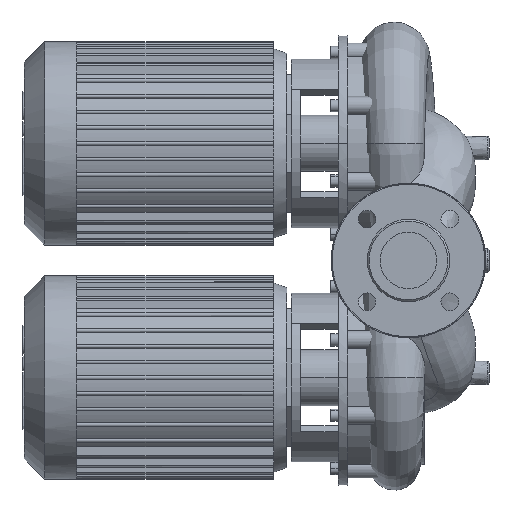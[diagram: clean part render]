
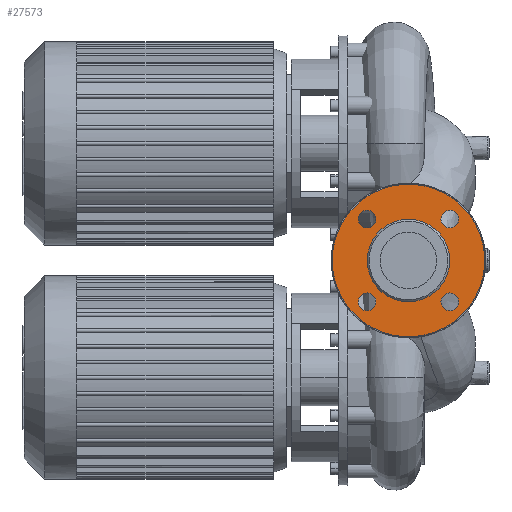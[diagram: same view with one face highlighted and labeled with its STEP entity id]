
A CAD part, left-side view. The second image highlights one B-rep face of the part: STEP entity #27573.
In plain terms, the highlighted free-form (B-spline) face has degree [1, 1] with [2, 2] control points.
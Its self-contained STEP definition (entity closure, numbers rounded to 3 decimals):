
#26952=CARTESIAN_POINT('',(2.,0.,-81.5));
#26953=VERTEX_POINT('',#26952);
#26969=CARTESIAN_POINT('',(2.,0.,81.5));
#26970=VERTEX_POINT('',#26969);
#26978=CARTESIAN_POINT('',(2.,-81.5,0.0));
#26979=VERTEX_POINT('',#26978);
#26980=CARTESIAN_POINT('',(2.,0.,0.0));
#26981=DIRECTION('',(-1.0,0.0,0.0));
#26982=DIRECTION('',(0.0,-1.0,0.0));
#26983=AXIS2_PLACEMENT_3D('',#26980,#26981,#26982);
#26984=CIRCLE('',#26983,81.5);
#26985=EDGE_CURVE('',#26979,#26970,#26984,.T.);
#26987=CARTESIAN_POINT('',(2.,0.,0.0));
#26988=DIRECTION('',(-1.0,0.0,0.0));
#26989=DIRECTION('',(0.0,-1.0,0.0));
#26990=AXIS2_PLACEMENT_3D('',#26987,#26988,#26989);
#26991=CIRCLE('',#26990,81.5);
#26992=EDGE_CURVE('',#26953,#26979,#26991,.T.);
#27023=CARTESIAN_POINT('',(2.,-44.,0.0));
#27024=VERTEX_POINT('',#27023);
#27033=CARTESIAN_POINT('',(2.,44.,0.));
#27034=VERTEX_POINT('',#27033);
#27035=CARTESIAN_POINT('',(2.,0.,0.0));
#27036=DIRECTION('',(-1.0,0.0,0.0));
#27037=DIRECTION('',(0.0,-1.0,0.0));
#27038=AXIS2_PLACEMENT_3D('',#27035,#27036,#27037);
#27039=CIRCLE('',#27038,44.);
#27040=EDGE_CURVE('',#27024,#27034,#27039,.T.);
#27086=CARTESIAN_POINT('',(2.,-44.194,34.694));
#27087=VERTEX_POINT('',#27086);
#27096=CARTESIAN_POINT('',(2.,-44.194,53.694));
#27097=VERTEX_POINT('',#27096);
#27098=CARTESIAN_POINT('',(2.,-44.194,44.194));
#27099=DIRECTION('',(-1.0,0.0,0.0));
#27100=DIRECTION('',(0.0,0.0,-1.0));
#27101=AXIS2_PLACEMENT_3D('',#27098,#27099,#27100);
#27102=CIRCLE('',#27101,9.5);
#27103=EDGE_CURVE('',#27087,#27097,#27102,.T.);
#27149=CARTESIAN_POINT('',(2.,34.694,44.194));
#27150=VERTEX_POINT('',#27149);
#27159=CARTESIAN_POINT('',(2.,53.694,44.194));
#27160=VERTEX_POINT('',#27159);
#27161=CARTESIAN_POINT('',(2.,44.194,44.194));
#27162=DIRECTION('',(-1.0,0.0,0.0));
#27163=DIRECTION('',(0.0,-1.0,0.0));
#27164=AXIS2_PLACEMENT_3D('',#27161,#27162,#27163);
#27165=CIRCLE('',#27164,9.5);
#27166=EDGE_CURVE('',#27150,#27160,#27165,.T.);
#27212=CARTESIAN_POINT('',(2.,44.194,-34.694));
#27213=VERTEX_POINT('',#27212);
#27222=CARTESIAN_POINT('',(2.,44.194,-53.694));
#27223=VERTEX_POINT('',#27222);
#27224=CARTESIAN_POINT('',(2.,44.194,-44.194));
#27225=DIRECTION('',(-1.0,0.0,0.0));
#27226=DIRECTION('',(0.0,0.0,1.0));
#27227=AXIS2_PLACEMENT_3D('',#27224,#27225,#27226);
#27228=CIRCLE('',#27227,9.5);
#27229=EDGE_CURVE('',#27213,#27223,#27228,.T.);
#27275=CARTESIAN_POINT('',(2.,-34.694,-44.194));
#27276=VERTEX_POINT('',#27275);
#27285=CARTESIAN_POINT('',(2.,-53.694,-44.194));
#27286=VERTEX_POINT('',#27285);
#27287=CARTESIAN_POINT('',(2.,-44.194,-44.194));
#27288=DIRECTION('',(-1.0,0.0,0.0));
#27289=DIRECTION('',(0.0,1.0,0.0));
#27290=AXIS2_PLACEMENT_3D('',#27287,#27288,#27289);
#27291=CIRCLE('',#27290,9.5);
#27292=EDGE_CURVE('',#27276,#27286,#27291,.T.);
#27347=CARTESIAN_POINT('',(2.,-44.194,-44.194));
#27348=DIRECTION('',(-1.0,0.0,0.0));
#27349=DIRECTION('',(0.0,1.0,0.0));
#27350=AXIS2_PLACEMENT_3D('',#27347,#27348,#27349);
#27351=CIRCLE('',#27350,9.5);
#27352=EDGE_CURVE('',#27286,#27276,#27351,.T.);
#27392=CARTESIAN_POINT('',(2.,44.194,-44.194));
#27393=DIRECTION('',(-1.0,0.0,0.0));
#27394=DIRECTION('',(0.0,0.0,1.0));
#27395=AXIS2_PLACEMENT_3D('',#27392,#27393,#27394);
#27396=CIRCLE('',#27395,9.5);
#27397=EDGE_CURVE('',#27223,#27213,#27396,.T.);
#27437=CARTESIAN_POINT('',(2.,44.194,44.194));
#27438=DIRECTION('',(-1.0,0.0,0.0));
#27439=DIRECTION('',(0.0,-1.0,0.0));
#27440=AXIS2_PLACEMENT_3D('',#27437,#27438,#27439);
#27441=CIRCLE('',#27440,9.5);
#27442=EDGE_CURVE('',#27160,#27150,#27441,.T.);
#27482=CARTESIAN_POINT('',(2.,-44.194,44.194));
#27483=DIRECTION('',(-1.0,0.0,0.0));
#27484=DIRECTION('',(0.0,0.0,-1.0));
#27485=AXIS2_PLACEMENT_3D('',#27482,#27483,#27484);
#27486=CIRCLE('',#27485,9.5);
#27487=EDGE_CURVE('',#27097,#27087,#27486,.T.);
#27527=CARTESIAN_POINT('',(2.,0.,0.0));
#27528=DIRECTION('',(-1.0,0.0,0.0));
#27529=DIRECTION('',(0.0,-1.0,0.0));
#27530=AXIS2_PLACEMENT_3D('',#27527,#27528,#27529);
#27531=CIRCLE('',#27530,44.);
#27532=EDGE_CURVE('',#27034,#27024,#27531,.T.);
#27537=CARTESIAN_POINT('',(2.,-81.5,-81.5));
#27538=CARTESIAN_POINT('',(2.,-81.5,81.5));
#27539=CARTESIAN_POINT('',(2.,81.5,-81.5));
#27540=CARTESIAN_POINT('',(2.,81.5,81.5));
#27541=B_SPLINE_SURFACE_WITH_KNOTS('',1,1,((#27537,#27539),(#27538,#27540)),.UNSPECIFIED.,.F.,.F.,.U.,(2,2),(2,2),(0.0,163.),(0.0,163.),.UNSPECIFIED.);
#27542=ORIENTED_EDGE('',*,*,#26985,.T.);
#27543=CARTESIAN_POINT('',(2.,0.,0.0));
#27544=DIRECTION('',(-1.0,0.0,0.0));
#27545=DIRECTION('',(0.0,-1.0,0.0));
#27546=AXIS2_PLACEMENT_3D('',#27543,#27544,#27545);
#27547=CIRCLE('',#27546,81.5);
#27548=EDGE_CURVE('',#26970,#26953,#27547,.T.);
#27549=ORIENTED_EDGE('',*,*,#27548,.T.);
#27550=ORIENTED_EDGE('',*,*,#26992,.T.);
#27551=EDGE_LOOP('',(#27542,#27549,#27550));
#27552=FACE_OUTER_BOUND('',#27551,.T.);
#27553=ORIENTED_EDGE('',*,*,#27352,.F.);
#27554=ORIENTED_EDGE('',*,*,#27292,.F.);
#27555=EDGE_LOOP('',(#27553,#27554));
#27556=FACE_BOUND('',#27555,.T.);
#27557=ORIENTED_EDGE('',*,*,#27397,.F.);
#27558=ORIENTED_EDGE('',*,*,#27229,.F.);
#27559=EDGE_LOOP('',(#27557,#27558));
#27560=FACE_BOUND('',#27559,.T.);
#27561=ORIENTED_EDGE('',*,*,#27442,.F.);
#27562=ORIENTED_EDGE('',*,*,#27166,.F.);
#27563=EDGE_LOOP('',(#27561,#27562));
#27564=FACE_BOUND('',#27563,.T.);
#27565=ORIENTED_EDGE('',*,*,#27487,.F.);
#27566=ORIENTED_EDGE('',*,*,#27103,.F.);
#27567=EDGE_LOOP('',(#27565,#27566));
#27568=FACE_BOUND('',#27567,.T.);
#27569=ORIENTED_EDGE('',*,*,#27040,.F.);
#27570=ORIENTED_EDGE('',*,*,#27532,.F.);
#27571=EDGE_LOOP('',(#27569,#27570));
#27572=FACE_BOUND('',#27571,.T.);
#27573=ADVANCED_FACE('',(#27552,#27556,#27560,#27564,#27568,#27572),#27541,.T.);
